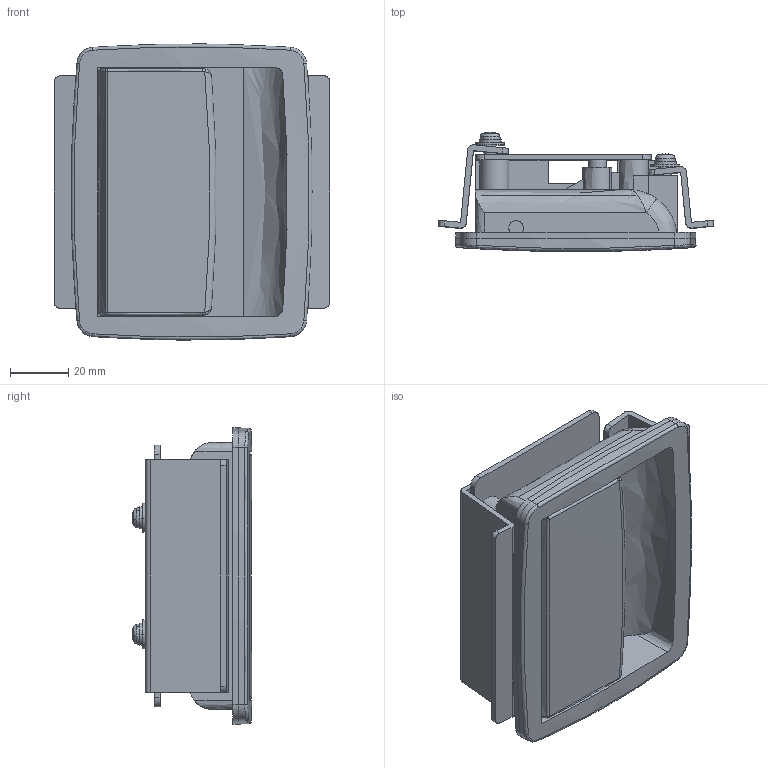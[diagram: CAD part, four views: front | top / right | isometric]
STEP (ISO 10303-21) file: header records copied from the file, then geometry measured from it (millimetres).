
FILE_DESCRIPTION((''),'2;1');
FILE_NAME('','2005-10-12T11:54:13',(''),(''),'','CADfix','');
FILE_SCHEMA(('AUTOMOTIVE_DESIGN'));
Length unit declared in the file: millimetre
Products named in the file (9): screw; bracket_B; bracket_A; shaft; packing; handle; bracket_C; base; THA_429_1_F_30456_36
Assembly tree (11 placements, depth 2):
  THA_429_1_F_30456_36
    screw  x4
    bracket_B
    bracket_A
    shaft
    packing
    handle
    bracket_C
    base
Bounding box: 94.85 x 41.03 x 101.97 mm (x, y, z)
Volume: 93375.2 mm3; surface area: 77505.9 mm2
Topology: 11 solids, 11 shells, 496 faces, 1475 edges, 1029 vertices
Faces by surface type: bspline 496
Entity records: 15310 total; most frequent: CARTESIAN_POINT 8659, ORIENTED_EDGE 2290, EDGE_CURVE 1145, VERTEX_POINT 795, QUASI_UNIFORM_CURVE 602, EDGE_LOOP 440, FACE_OUTER_BOUND 388, ADVANCED_FACE 388
